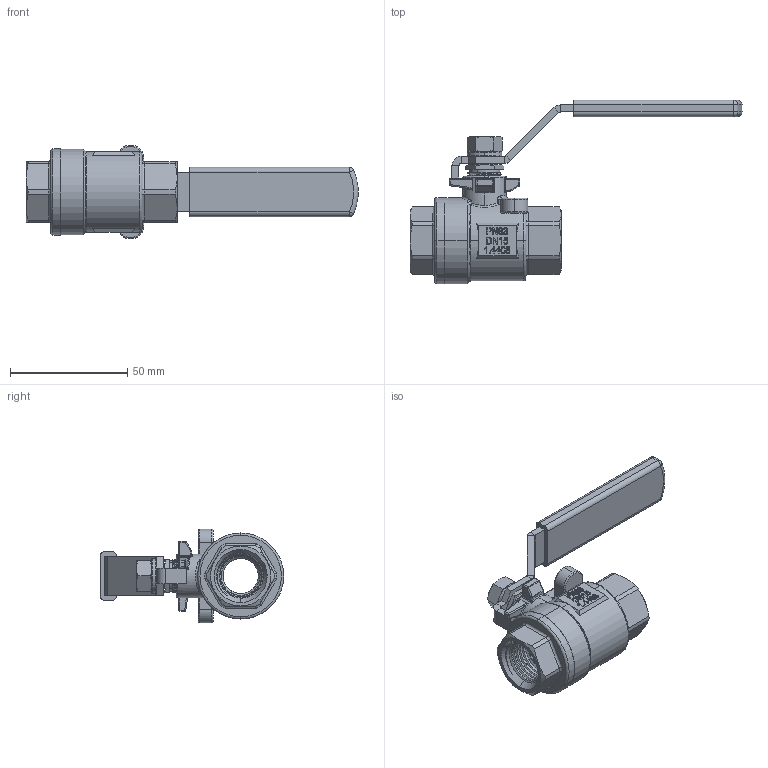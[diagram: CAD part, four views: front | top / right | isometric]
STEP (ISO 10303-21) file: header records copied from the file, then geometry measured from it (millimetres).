
FILE_DESCRIPTION (( 'STEP AP203' ), '1' );
FILE_NAME ('JV-20C-無掛鎖-藍.STEP', '2012-08-01T01:30:34', ( 'TULIPA' ), ( 'TULIPA' ), 'SwSTEP 2.0', 'SolidWorks 2005179', '' );
FILE_SCHEMA (( 'CONFIG_CONTROL_DESIGN' ));
Products named in the file (1): JV-20C-無掛鎖-藍
Bounding box: 141.82 x 78.4 x 40 mm (x, y, z)
Volume: 57022.8 mm3; surface area: 41236.7 mm2
Topology: 16 solids, 16 shells, 908 faces, 2260 edges, 1384 vertices
Faces by surface type: plane 275, cylinder 256, bspline 168, cone 122, torus 59, sphere 28
Entity records: 58096 total; most frequent: CARTESIAN_POINT 38317, ORIENTED_EDGE 4448, DIRECTION 3585, EDGE_CURVE 2224, VERTEX_POINT 1380, AXIS2_PLACEMENT_3D 1326, EDGE_LOOP 972, LINE 933
